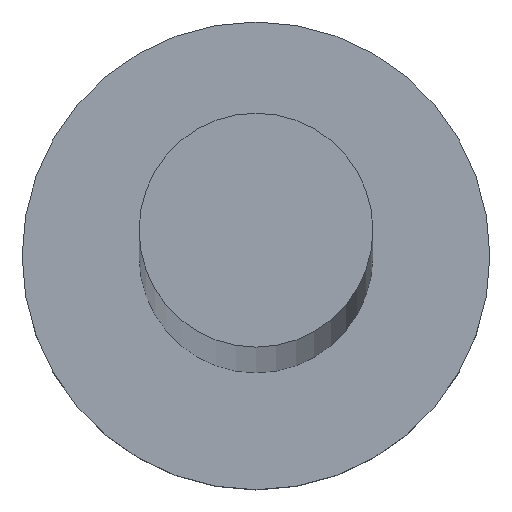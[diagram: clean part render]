
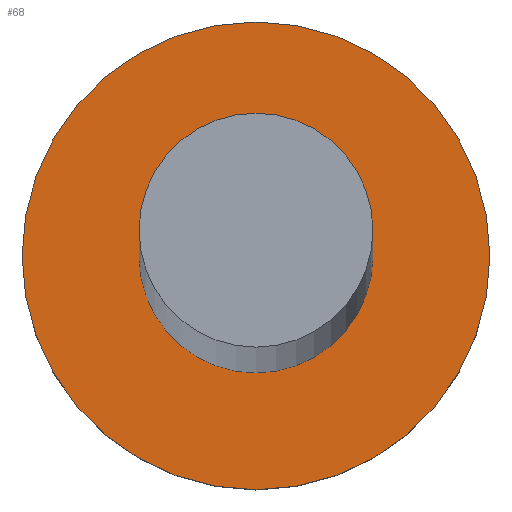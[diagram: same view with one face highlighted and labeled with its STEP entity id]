
A CAD part, top view. The second image highlights one B-rep face of the part: STEP entity #68.
In plain terms, the highlighted planar face has unit normal (0, 0, 1).
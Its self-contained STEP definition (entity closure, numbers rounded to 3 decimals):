
#7 = CARTESIAN_POINT ( 'NONE',  ( -5., 0., 3. ) ) ;
#8 = DIRECTION ( 'NONE',  ( 1., 0., 0. ) ) ;
#9 = AXIS2_PLACEMENT_3D ( 'NONE', #204, #150, #8 ) ;
#27 = CIRCLE ( 'NONE', #197, 5. ) ;
#32 = CARTESIAN_POINT ( 'NONE',  ( 0., 0., 3. ) ) ;
#34 = DIRECTION ( 'NONE',  ( 1., 0., 0. ) ) ;
#36 = DIRECTION ( 'NONE',  ( 1., 0., 0. ) ) ;
#42 = EDGE_CURVE ( 'NONE', #121, #95, #90, .T. ) ;
#47 = AXIS2_PLACEMENT_3D ( 'NONE', #251, #239, #249 ) ;
#53 = EDGE_CURVE ( 'NONE', #163, #58, #134, .T. ) ;
#58 = VERTEX_POINT ( 'NONE', #235 ) ;
#68 = ADVANCED_FACE ( 'NONE', ( #175, #164 ), #103, .T. ) ;
#77 = EDGE_LOOP ( 'NONE', ( #252, #209 ) ) ;
#79 = CARTESIAN_POINT ( 'NONE',  ( 0., 0., 3. ) ) ;
#86 = DIRECTION ( 'NONE',  ( 0., 0., 1. ) ) ;
#89 = CARTESIAN_POINT ( 'NONE',  ( 0., 0., 3. ) ) ;
#90 = CIRCLE ( 'NONE', #207, 2.5 ) ;
#95 = VERTEX_POINT ( 'NONE', #245 ) ;
#103 = PLANE ( 'NONE',  #47 ) ;
#117 = EDGE_CURVE ( 'NONE', #58, #163, #27, .T. ) ;
#121 = VERTEX_POINT ( 'NONE', #152 ) ;
#134 = CIRCLE ( 'NONE', #212, 5. ) ;
#136 = ORIENTED_EDGE ( 'NONE', *, *, #42, .F. ) ;
#150 = DIRECTION ( 'NONE',  ( 0., 0., 1. ) ) ;
#152 = CARTESIAN_POINT ( 'NONE',  ( -2.5, 0., 3. ) ) ;
#163 = VERTEX_POINT ( 'NONE', #7 ) ;
#164 = FACE_OUTER_BOUND ( 'NONE', #77, .T. ) ;
#170 = DIRECTION ( 'NONE',  ( 0., 0., 1. ) ) ;
#175 = FACE_BOUND ( 'NONE', #238, .T. ) ;
#180 = DIRECTION ( 'NONE',  ( 0., 0., 1. ) ) ;
#192 = ORIENTED_EDGE ( 'NONE', *, *, #218, .F. ) ;
#197 = AXIS2_PLACEMENT_3D ( 'NONE', #89, #170, #224 ) ;
#198 = CIRCLE ( 'NONE', #9, 2.5 ) ;
#204 = CARTESIAN_POINT ( 'NONE',  ( 0., 0., 3. ) ) ;
#207 = AXIS2_PLACEMENT_3D ( 'NONE', #79, #180, #36 ) ;
#209 = ORIENTED_EDGE ( 'NONE', *, *, #117, .T. ) ;
#212 = AXIS2_PLACEMENT_3D ( 'NONE', #32, #86, #34 ) ;
#218 = EDGE_CURVE ( 'NONE', #95, #121, #198, .T. ) ;
#224 = DIRECTION ( 'NONE',  ( 1., 0., 0. ) ) ;
#235 = CARTESIAN_POINT ( 'NONE',  ( 5., 0., 3. ) ) ;
#238 = EDGE_LOOP ( 'NONE', ( #136, #192 ) ) ;
#239 = DIRECTION ( 'NONE',  ( 0., 0., 1. ) ) ;
#245 = CARTESIAN_POINT ( 'NONE',  ( 2.5, 0., 3. ) ) ;
#249 = DIRECTION ( 'NONE',  ( 1., 0., 0. ) ) ;
#251 = CARTESIAN_POINT ( 'NONE',  ( 0., 0., 3. ) ) ;
#252 = ORIENTED_EDGE ( 'NONE', *, *, #53, .T. ) ;
